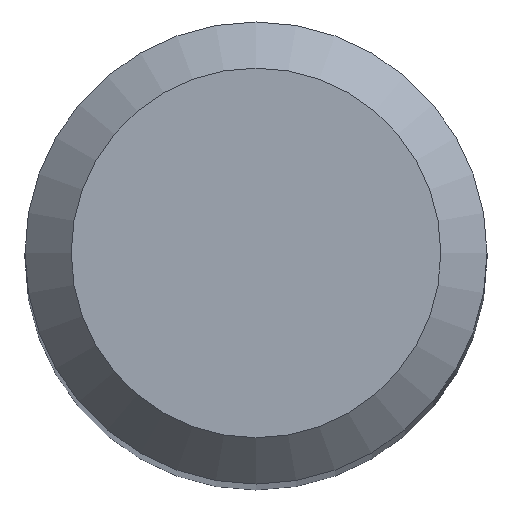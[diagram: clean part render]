
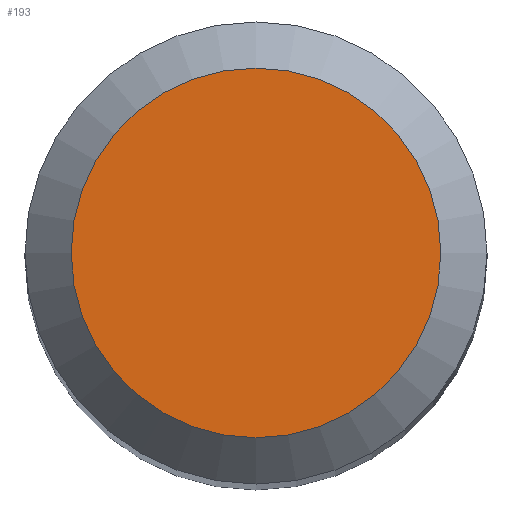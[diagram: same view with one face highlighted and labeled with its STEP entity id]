
A CAD part, top view. The second image highlights one B-rep face of the part: STEP entity #193.
In plain terms, the highlighted planar face has unit normal (0, 0, 1).
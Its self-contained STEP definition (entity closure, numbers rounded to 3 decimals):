
#4 = CARTESIAN_POINT ( 'NONE',  ( 0., 1.6, 38. ) ) ;
#9 = CARTESIAN_POINT ( 'NONE',  ( 0., 0., 38. ) ) ;
#18 = DIRECTION ( 'NONE',  ( 0., 1., 0. ) ) ;
#22 = CARTESIAN_POINT ( 'NONE',  ( 0., 0., 38. ) ) ;
#28 = DIRECTION ( 'NONE',  ( 0., 0., -1. ) ) ;
#31 = EDGE_CURVE ( 'NONE', #181, #181, #36, .T. ) ;
#36 = CIRCLE ( 'NONE', #76, 1.6 ) ;
#71 = ORIENTED_EDGE ( 'NONE', *, *, #31, .F. ) ;
#76 = AXIS2_PLACEMENT_3D ( 'NONE', #9, #167, #185 ) ;
#99 = FACE_OUTER_BOUND ( 'NONE', #180, .T. ) ;
#153 = PLANE ( 'NONE',  #166 ) ;
#166 = AXIS2_PLACEMENT_3D ( 'NONE', #22, #28, #18 ) ;
#167 = DIRECTION ( 'NONE',  ( 0., 0., -1. ) ) ;
#180 = EDGE_LOOP ( 'NONE', ( #71 ) ) ;
#181 = VERTEX_POINT ( 'NONE', #4 ) ;
#185 = DIRECTION ( 'NONE',  ( 0., 1., 0. ) ) ;
#193 = ADVANCED_FACE ( 'NONE', ( #99 ), #153, .F. ) ;
